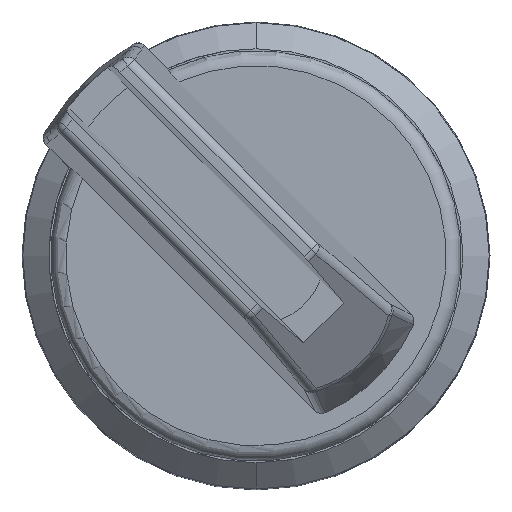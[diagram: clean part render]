
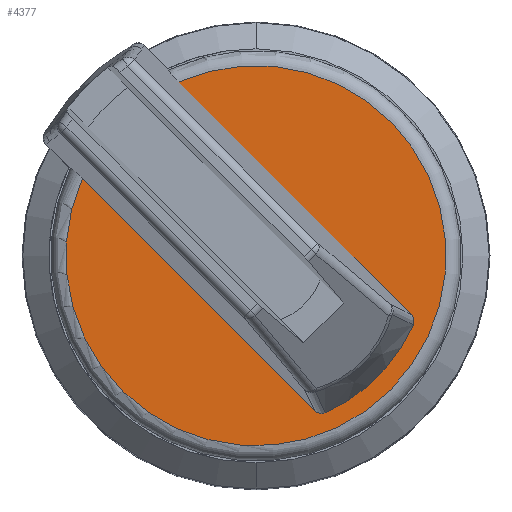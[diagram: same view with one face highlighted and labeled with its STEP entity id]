
A CAD part, top view. The second image highlights one B-rep face of the part: STEP entity #4377.
In plain terms, the highlighted planar face has unit normal (0, 0, 1).
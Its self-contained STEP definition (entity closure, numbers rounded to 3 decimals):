
#78=B_SPLINE_CURVE_WITH_KNOTS('',3,(#7618,#7619,#7620,#7621,#7622,#7623,
#7624,#7625,#7626,#7627),.UNSPECIFIED.,.F.,.F.,(4,2,2,2,4),(-0.061,
-0.046,-0.031,-0.015,0.),
 .UNSPECIFIED.);
#79=B_SPLINE_CURVE_WITH_KNOTS('',3,(#7638,#7639,#7640,#7641,#7642,#7643,
#7644,#7645,#7646,#7647),.UNSPECIFIED.,.F.,.F.,(4,2,2,2,4),(-0.06,
-0.045,-0.03,-0.014,0.),
 .UNSPECIFIED.);
#180=PLANE('',#4762);
#401=FACE_OUTER_BOUND('',#671,.T.);
#671=EDGE_LOOP('',(#3270,#3271,#3272,#3273,#3274,#3275));
#970=LINE('',#7186,#1302);
#971=LINE('',#7236,#1303);
#1302=VECTOR('',#5513,17.469);
#1303=VECTOR('',#5518,17.469);
#1618=CIRCLE('',#4755,9.129);
#1621=CIRCLE('',#4763,10.1);
#1939=VERTEX_POINT('',#7174);
#1940=VERTEX_POINT('',#7185);
#1942=VERTEX_POINT('',#7224);
#1943=VERTEX_POINT('',#7235);
#1953=VERTEX_POINT('',#7575);
#1954=VERTEX_POINT('',#7586);
#2415=EDGE_CURVE('',#1940,#1939,#970,.T.);
#2419=EDGE_CURVE('',#1942,#1943,#971,.T.);
#2441=EDGE_CURVE('',#1954,#1953,#1618,.T.);
#2443=EDGE_CURVE('',#1953,#1943,#78,.T.);
#2448=EDGE_CURVE('',#1942,#1940,#1621,.T.);
#2449=EDGE_CURVE('',#1939,#1954,#79,.T.);
#3270=ORIENTED_EDGE('',*,*,#2419,.F.);
#3271=ORIENTED_EDGE('',*,*,#2448,.T.);
#3272=ORIENTED_EDGE('',*,*,#2415,.T.);
#3273=ORIENTED_EDGE('',*,*,#2449,.T.);
#3274=ORIENTED_EDGE('',*,*,#2441,.T.);
#3275=ORIENTED_EDGE('',*,*,#2443,.T.);
#4377=ADVANCED_FACE('',(#401),#180,.F.);
#4755=AXIS2_PLACEMENT_3D('',#7587,#5564,#5565);
#4762=AXIS2_PLACEMENT_3D('',#7636,#5580,#5581);
#4763=AXIS2_PLACEMENT_3D('',#7637,#5582,#5583);
#5513=DIRECTION('',(0.707,-0.707,0.));
#5518=DIRECTION('',(0.707,-0.707,0.));
#5564=DIRECTION('center_axis',(0.,0.,
-1.));
#5565=DIRECTION('ref_axis',(0.915,-0.404,0.));
#5580=DIRECTION('center_axis',(0.,0.,
-1.));
#5581=DIRECTION('ref_axis',(-0.707,0.707,0.));
#5582=DIRECTION('center_axis',(0.,0.,
1.));
#5583=DIRECTION('ref_axis',(-0.913,0.407,0.));
#7174=CARTESIAN_POINT('',(8.243,-28.597,29.13));
#7185=CARTESIAN_POINT('',(-4.11,-16.244,29.13));
#7186=CARTESIAN_POINT('',(-4.11,-16.244,29.13));
#7224=CARTESIAN_POINT('',(-9.226,-21.36,29.13));
#7235=CARTESIAN_POINT('',(3.127,-33.713,29.13));
#7236=CARTESIAN_POINT('',(-9.226,-21.36,29.13));
#7575=CARTESIAN_POINT('',(3.684,-33.823,29.13));
#7586=CARTESIAN_POINT('',(8.353,-29.154,29.13));
#7587=CARTESIAN_POINT('Origin',(0.,-25.47,29.13));
#7618=CARTESIAN_POINT('Ctrl Pts',(3.684,-33.823,29.13));
#7619=CARTESIAN_POINT('Ctrl Pts',(3.64,-33.843,29.13));
#7620=CARTESIAN_POINT('Ctrl Pts',(3.593,-33.855,29.13));
#7621=CARTESIAN_POINT('Ctrl Pts',(3.495,-33.867,29.13));
#7622=CARTESIAN_POINT('Ctrl Pts',(3.443,-33.865,29.13));
#7623=CARTESIAN_POINT('Ctrl Pts',(3.342,-33.845,29.13));
#7624=CARTESIAN_POINT('Ctrl Pts',(3.293,-33.828,29.13));
#7625=CARTESIAN_POINT('Ctrl Pts',(3.203,-33.779,29.13));
#7626=CARTESIAN_POINT('Ctrl Pts',(3.162,-33.748,29.13));
#7627=CARTESIAN_POINT('Ctrl Pts',(3.127,-33.713,29.13));
#7636=CARTESIAN_POINT('Origin',(0.,-25.47,29.13));
#7637=CARTESIAN_POINT('Origin',(0.,-25.47,29.13));
#7638=CARTESIAN_POINT('Ctrl Pts',(8.243,-28.597,29.13));
#7639=CARTESIAN_POINT('Ctrl Pts',(8.278,-28.632,29.13));
#7640=CARTESIAN_POINT('Ctrl Pts',(8.309,-28.673,29.13));
#7641=CARTESIAN_POINT('Ctrl Pts',(8.358,-28.763,29.13));
#7642=CARTESIAN_POINT('Ctrl Pts',(8.375,-28.812,29.13));
#7643=CARTESIAN_POINT('Ctrl Pts',(8.395,-28.913,29.13));
#7644=CARTESIAN_POINT('Ctrl Pts',(8.397,-28.965,29.13));
#7645=CARTESIAN_POINT('Ctrl Pts',(8.385,-29.063,29.13));
#7646=CARTESIAN_POINT('Ctrl Pts',(8.373,-29.11,29.13));
#7647=CARTESIAN_POINT('Ctrl Pts',(8.353,-29.154,29.13));
